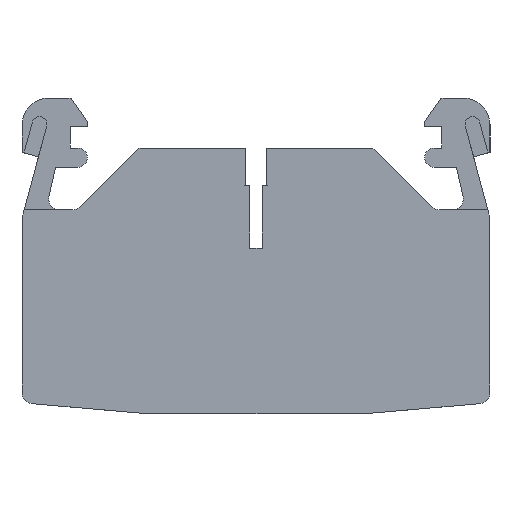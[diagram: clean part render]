
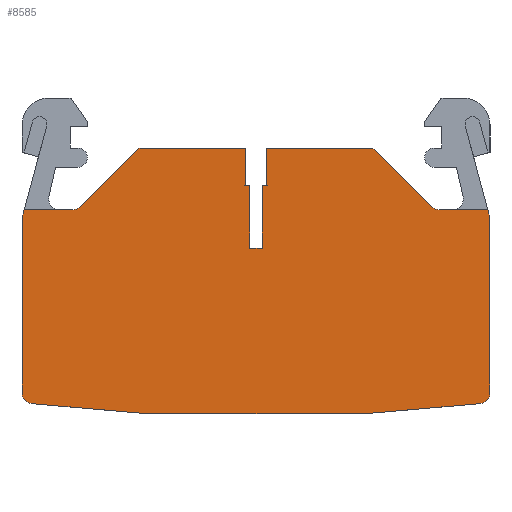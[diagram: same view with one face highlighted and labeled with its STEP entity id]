
A CAD part, front view. The second image highlights one B-rep face of the part: STEP entity #8585.
In plain terms, the highlighted planar face has unit normal (0, -1, 0).
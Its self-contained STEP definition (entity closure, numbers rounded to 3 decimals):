
#20=(
BOUNDED_CURVE()
B_SPLINE_CURVE(2,(#13760,#13761,#13762),.UNSPECIFIED.,.F.,.F.)
B_SPLINE_CURVE_WITH_KNOTS((3,3),(0.16,0.198),
 .UNSPECIFIED.)
CURVE()
GEOMETRIC_REPRESENTATION_ITEM()
RATIONAL_B_SPLINE_CURVE((1.007,1.004,1.))
REPRESENTATION_ITEM('')
);
#21=(
BOUNDED_CURVE()
B_SPLINE_CURVE(2,(#13764,#13765,#13766),.UNSPECIFIED.,.F.,.F.)
B_SPLINE_CURVE_WITH_KNOTS((3,3),(0.,0.038),.UNSPECIFIED.)
CURVE()
GEOMETRIC_REPRESENTATION_ITEM()
RATIONAL_B_SPLINE_CURVE((1.,1.004,1.007))
REPRESENTATION_ITEM('')
);
#469=FACE_OUTER_BOUND('',#939,.T.);
#939=EDGE_LOOP('',(#7107,#7108,#7109,#7110,#7111,#7112,#7113,#7114,#7115,
#7116,#7117,#7118,#7119,#7120,#7121,#7122,#7123,#7124,#7125,#7126,#7127,
#7128,#7129,#7130));
#1176=CIRCLE('',#9014,1.);
#1177=CIRCLE('',#9017,1.);
#1182=CIRCLE('',#9031,1.);
#1183=CIRCLE('',#9033,1.);
#1651=LINE('',#12748,#2702);
#1657=LINE('',#12762,#2708);
#1666=LINE('',#12781,#2717);
#1682=LINE('',#12822,#2733);
#1688=LINE('',#12832,#2739);
#1693=LINE('',#12846,#2744);
#1722=LINE('',#12911,#2773);
#1747=LINE('',#12967,#2798);
#1773=LINE('',#13031,#2824);
#1802=LINE('',#13091,#2853);
#1865=LINE('',#13239,#2916);
#1961=LINE('',#13504,#3012);
#1987=LINE('',#13551,#3038);
#2056=LINE('',#13684,#3107);
#2058=LINE('',#13691,#3109);
#2075=LINE('',#13759,#3126);
#2076=LINE('',#13768,#3127);
#2077=LINE('',#13769,#3128);
#2702=VECTOR('',#10297,10.);
#2708=VECTOR('',#10309,10.);
#2717=VECTOR('',#10324,10.);
#2733=VECTOR('',#10360,10.);
#2739=VECTOR('',#10368,10.);
#2744=VECTOR('',#10383,10.);
#2773=VECTOR('',#10440,10.);
#2798=VECTOR('',#10493,10.);
#2824=VECTOR('',#10559,10.);
#2853=VECTOR('',#10596,10.);
#2916=VECTOR('',#10719,10.);
#3012=VECTOR('',#10929,10.);
#3038=VECTOR('',#10961,10.);
#3107=VECTOR('',#11070,10.);
#3109=VECTOR('',#11078,10.);
#3126=VECTOR('',#11123,10.);
#3127=VECTOR('',#11124,10.);
#3128=VECTOR('',#11125,10.);
#3713=VERTEX_POINT('',#12745);
#3714=VERTEX_POINT('',#12747);
#3716=VERTEX_POINT('',#12753);
#3718=VERTEX_POINT('',#12759);
#3719=VERTEX_POINT('',#12761);
#3721=VERTEX_POINT('',#12767);
#3726=VERTEX_POINT('',#12779);
#3741=VERTEX_POINT('',#12820);
#3744=VERTEX_POINT('',#12830);
#3745=VERTEX_POINT('',#12834);
#3746=VERTEX_POINT('',#12838);
#3747=VERTEX_POINT('',#12840);
#3748=VERTEX_POINT('',#12844);
#3787=VERTEX_POINT('',#12965);
#3804=VERTEX_POINT('',#13028);
#3805=VERTEX_POINT('',#13030);
#3832=VERTEX_POINT('',#13089);
#3887=VERTEX_POINT('',#13238);
#4033=VERTEX_POINT('',#13683);
#4035=VERTEX_POINT('',#13689);
#4055=VERTEX_POINT('',#13757);
#4056=VERTEX_POINT('',#13758);
#4057=VERTEX_POINT('',#13763);
#4058=VERTEX_POINT('',#13767);
#4677=EDGE_CURVE('',#3714,#3713,#1651,.T.);
#4681=EDGE_CURVE('',#3713,#3716,#1176,.T.);
#4684=EDGE_CURVE('',#3719,#3718,#1657,.T.);
#4688=EDGE_CURVE('',#3718,#3721,#1177,.T.);
#4694=EDGE_CURVE('',#3721,#3726,#1666,.T.);
#4714=EDGE_CURVE('',#3741,#3726,#1682,.T.);
#4720=EDGE_CURVE('',#3741,#3744,#1688,.T.);
#4722=EDGE_CURVE('',#3744,#3745,#1182,.T.);
#4725=EDGE_CURVE('',#3746,#3747,#1183,.T.);
#4727=EDGE_CURVE('',#3747,#3748,#1693,.T.);
#4760=EDGE_CURVE('',#3714,#3748,#1722,.T.);
#4789=EDGE_CURVE('',#3716,#3787,#1747,.T.);
#4819=EDGE_CURVE('',#3805,#3804,#1773,.T.);
#4851=EDGE_CURVE('',#3787,#3832,#1802,.T.);
#4922=EDGE_CURVE('',#3887,#3719,#1865,.T.);
#5045=EDGE_CURVE('',#3804,#3746,#1961,.T.);
#5071=EDGE_CURVE('',#3745,#3805,#1987,.T.);
#5140=EDGE_CURVE('',#4033,#3887,#2056,.T.);
#5144=EDGE_CURVE('',#3832,#4035,#2058,.T.);
#5169=EDGE_CURVE('',#4055,#4056,#2075,.T.);
#5170=EDGE_CURVE('',#4056,#4033,#20,.T.);
#5171=EDGE_CURVE('',#4035,#4057,#21,.T.);
#5172=EDGE_CURVE('',#4057,#4058,#2076,.T.);
#5173=EDGE_CURVE('',#4058,#4055,#2077,.T.);
#7107=ORIENTED_EDGE('',*,*,#5169,.T.);
#7108=ORIENTED_EDGE('',*,*,#5170,.T.);
#7109=ORIENTED_EDGE('',*,*,#5140,.T.);
#7110=ORIENTED_EDGE('',*,*,#4922,.T.);
#7111=ORIENTED_EDGE('',*,*,#4684,.T.);
#7112=ORIENTED_EDGE('',*,*,#4688,.T.);
#7113=ORIENTED_EDGE('',*,*,#4694,.T.);
#7114=ORIENTED_EDGE('',*,*,#4714,.F.);
#7115=ORIENTED_EDGE('',*,*,#4720,.T.);
#7116=ORIENTED_EDGE('',*,*,#4722,.T.);
#7117=ORIENTED_EDGE('',*,*,#5071,.T.);
#7118=ORIENTED_EDGE('',*,*,#4819,.T.);
#7119=ORIENTED_EDGE('',*,*,#5045,.T.);
#7120=ORIENTED_EDGE('',*,*,#4725,.T.);
#7121=ORIENTED_EDGE('',*,*,#4727,.T.);
#7122=ORIENTED_EDGE('',*,*,#4760,.F.);
#7123=ORIENTED_EDGE('',*,*,#4677,.T.);
#7124=ORIENTED_EDGE('',*,*,#4681,.T.);
#7125=ORIENTED_EDGE('',*,*,#4789,.T.);
#7126=ORIENTED_EDGE('',*,*,#4851,.T.);
#7127=ORIENTED_EDGE('',*,*,#5144,.T.);
#7128=ORIENTED_EDGE('',*,*,#5171,.T.);
#7129=ORIENTED_EDGE('',*,*,#5172,.T.);
#7130=ORIENTED_EDGE('',*,*,#5173,.T.);
#8152=PLANE('',#9213);
#8585=ADVANCED_FACE('',(#469),#8152,.F.);
#9014=AXIS2_PLACEMENT_3D('',#12755,#10303,#10304);
#9017=AXIS2_PLACEMENT_3D('',#12769,#10315,#10316);
#9031=AXIS2_PLACEMENT_3D('',#12836,#10372,#10373);
#9033=AXIS2_PLACEMENT_3D('',#12842,#10378,#10379);
#9213=AXIS2_PLACEMENT_3D('',#13756,#11121,#11122);
#10297=DIRECTION('',(-1.,0.,0.));
#10303=DIRECTION('center_axis',(0.,1.,0.));
#10304=DIRECTION('ref_axis',(0.,0.,
-1.));
#10309=DIRECTION('',(-0.707,0.,-0.707));
#10315=DIRECTION('center_axis',(0.,1.,0.));
#10316=DIRECTION('ref_axis',(0.707,0.,-0.707));
#10324=DIRECTION('',(-1.,0.,0.));
#10360=DIRECTION('',(0.259,0.,0.966));
#10368=DIRECTION('',(0.,0.,-1.));
#10372=DIRECTION('center_axis',(0.,-1.,0.));
#10373=DIRECTION('ref_axis',(0.087,0.,0.996));
#10378=DIRECTION('center_axis',(0.,-1.,0.));
#10379=DIRECTION('ref_axis',(-1.,0.,0.));
#10383=DIRECTION('',(0.,0.,1.));
#10440=DIRECTION('',(0.259,0.,-0.966));
#10493=DIRECTION('',(-0.707,0.,0.707));
#10559=DIRECTION('',(1.,0.,0.));
#10596=DIRECTION('',(-1.,0.,0.));
#10719=DIRECTION('',(-1.,0.,0.));
#10929=DIRECTION('',(0.996,0.,0.087));
#10961=DIRECTION('',(0.996,0.,-0.087));
#11070=DIRECTION('',(0.,0.,1.));
#11078=DIRECTION('',(0.,0.,-1.));
#11121=DIRECTION('center_axis',(0.,1.,0.));
#11122=DIRECTION('ref_axis',(-1.,0.,0.));
#11123=DIRECTION('',(0.,0.,1.));
#11124=DIRECTION('',(0.,0.,-1.));
#11125=DIRECTION('',(-1.,0.,0.));
#12745=CARTESIAN_POINT('',(-6.007,-25.205,6.6));
#12747=CARTESIAN_POINT('',(-1.436,-25.205,6.6));
#12748=CARTESIAN_POINT('',(-1.221,-25.205,6.6));
#12753=CARTESIAN_POINT('',(-6.714,-25.205,6.893));
#12755=CARTESIAN_POINT('Origin',(-6.007,-25.205,7.6));
#12759=CARTESIAN_POINT('',(-39.728,-25.205,6.893));
#12761=CARTESIAN_POINT('',(-34.221,-25.205,12.4));
#12762=CARTESIAN_POINT('',(-34.221,-25.205,12.4));
#12767=CARTESIAN_POINT('',(-40.435,-25.205,6.6));
#12769=CARTESIAN_POINT('Origin',(-40.435,-25.205,7.6));
#12779=CARTESIAN_POINT('',(-45.007,-25.205,6.6));
#12781=CARTESIAN_POINT('',(-40.435,-25.205,6.6));
#12820=CARTESIAN_POINT('',(-45.221,-25.205,5.8));
#12822=CARTESIAN_POINT('',(-45.28,-25.205,5.58));
#12830=CARTESIAN_POINT('',(-45.221,-25.205,-10.634));
#12832=CARTESIAN_POINT('',(-45.221,-25.205,6.6));
#12834=CARTESIAN_POINT('',(-44.308,-25.205,-11.63));
#12836=CARTESIAN_POINT('Origin',(-44.221,-25.205,-10.634));
#12838=CARTESIAN_POINT('',(-2.134,-25.205,-11.63));
#12840=CARTESIAN_POINT('',(-1.221,-25.205,-10.634));
#12842=CARTESIAN_POINT('Origin',(-2.221,-25.205,-10.634));
#12844=CARTESIAN_POINT('',(-1.221,-25.205,5.8));
#12846=CARTESIAN_POINT('',(-1.221,-25.205,-10.634));
#12911=CARTESIAN_POINT('',(-1.162,-25.205,5.58));
#12965=CARTESIAN_POINT('',(-12.221,-25.205,12.4));
#12967=CARTESIAN_POINT('',(-6.714,-25.205,6.893));
#13028=CARTESIAN_POINT('',(-13.221,-25.205,-12.6));
#13030=CARTESIAN_POINT('',(-33.221,-25.205,-12.6));
#13031=CARTESIAN_POINT('',(-33.221,-25.205,-12.6));
#13089=CARTESIAN_POINT('',(-22.236,-25.205,12.4));
#13091=CARTESIAN_POINT('',(-12.221,-25.205,12.4));
#13238=CARTESIAN_POINT('',(-24.206,-25.205,12.4));
#13239=CARTESIAN_POINT('',(-12.221,-25.205,12.4));
#13504=CARTESIAN_POINT('',(-13.221,-25.205,-12.6));
#13551=CARTESIAN_POINT('',(-44.308,-25.205,-11.63));
#13683=CARTESIAN_POINT('',(-24.206,-25.205,8.9));
#13684=CARTESIAN_POINT('',(-24.206,-25.205,10.65));
#13689=CARTESIAN_POINT('',(-22.236,-25.205,8.9));
#13691=CARTESIAN_POINT('',(-22.236,-25.205,10.65));
#13756=CARTESIAN_POINT('Origin',(-23.221,-25.205,-0.995));
#13757=CARTESIAN_POINT('',(-23.821,-25.205,3.));
#13758=CARTESIAN_POINT('',(-23.821,-25.205,8.837));
#13759=CARTESIAN_POINT('',(-23.821,-25.205,5.703));
#13760=CARTESIAN_POINT('Ctrl Pts',(-23.821,-25.205,8.837));
#13761=CARTESIAN_POINT('Ctrl Pts',(-24.012,-25.205,8.861));
#13762=CARTESIAN_POINT('Ctrl Pts',(-24.206,-25.205,8.9));
#13763=CARTESIAN_POINT('',(-22.621,-25.205,8.837));
#13764=CARTESIAN_POINT('Ctrl Pts',(-22.236,-25.205,8.9));
#13765=CARTESIAN_POINT('Ctrl Pts',(-22.43,-25.205,8.861));
#13766=CARTESIAN_POINT('Ctrl Pts',(-22.621,-25.205,8.837));
#13767=CARTESIAN_POINT('',(-22.621,-25.205,3.));
#13768=CARTESIAN_POINT('',(-22.621,-25.205,5.703));
#13769=CARTESIAN_POINT('',(-23.221,-25.205,3.));
